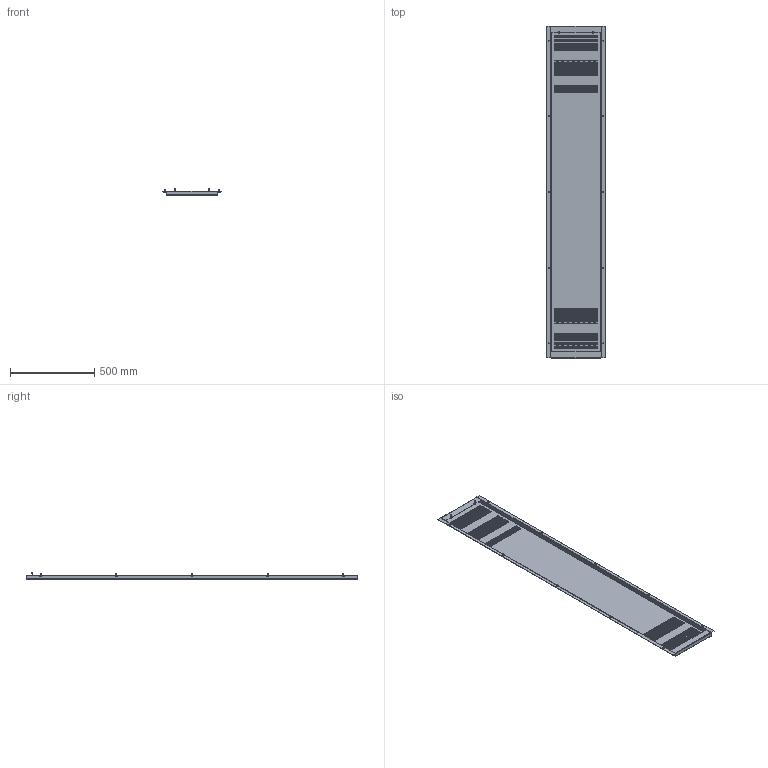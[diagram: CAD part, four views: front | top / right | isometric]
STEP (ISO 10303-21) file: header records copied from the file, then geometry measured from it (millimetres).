
FILE_DESCRIPTION(('STEP AP214'),'1');
FILE_NAME('cctmp_7B144ABA-8B75-4BE4-A305-BAAE28135BAB_2024_11_27_11_17_34_0403..stp','2024-11-27T10:17:36',('SIEMENS A&D'),('CADClick - www.CADClick.com'),'Spatial InterOp 3D',' ','unknown authorization');
FILE_SCHEMA(('AUTOMOTIVE_DESIGN'));
Length unit declared in the file: millimetre
Products named in the file (1): 2024_11_27_11_17_34_0268
Bounding box: 347 x 1973 x 38 mm (x, y, z)
Volume: 1017272.1 mm3; surface area: 1712875.6 mm2
Topology: 1 solids, 1 shells, 4880 faces, 15422 edges, 9642 vertices
Faces by surface type: plane 4752, cylinder 80, cone 48
Entity records: 207506 total; most frequent: ORIENTED_EDGE 30844, CARTESIAN_POINT 29945, DIRECTION 25400, EDGE_CURVE 15422, LINE 15206, VECTOR 15206, VERTEX_POINT 9642, EDGE_LOOP 5850
